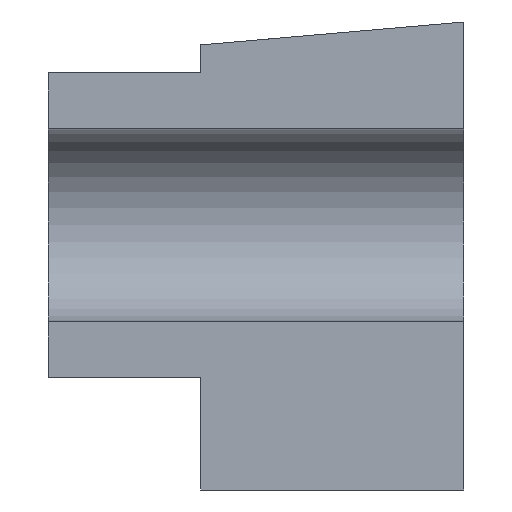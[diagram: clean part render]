
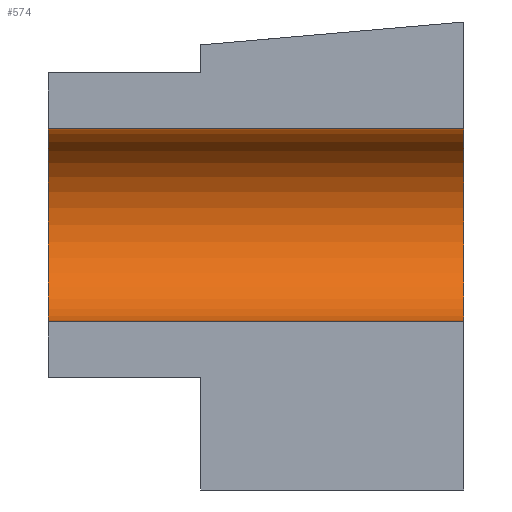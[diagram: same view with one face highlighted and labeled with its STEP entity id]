
A CAD part, left-side view. The second image highlights one B-rep face of the part: STEP entity #574.
In plain terms, the highlighted cylindrical face has radius 1.9 mm (diameter 3.8 mm), a partial arc.
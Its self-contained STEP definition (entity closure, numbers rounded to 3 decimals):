
#21=CIRCLE('',#623,1.9);
#22=CIRCLE('',#627,1.9);
#26=CYLINDRICAL_SURFACE('',#626,1.9);
#40=FACE_OUTER_BOUND('',#71,.T.);
#71=EDGE_LOOP('',(#426,#427,#428,#429));
#122=LINE('',#887,#195);
#123=LINE('',#888,#196);
#195=VECTOR('',#723,10.);
#196=VECTOR('',#724,10.);
#259=VERTEX_POINT('',#866);
#260=VERTEX_POINT('',#868);
#265=VERTEX_POINT('',#884);
#266=VERTEX_POINT('',#885);
#320=EDGE_CURVE('',#259,#260,#21,.T.);
#328=EDGE_CURVE('',#265,#266,#22,.T.);
#329=EDGE_CURVE('',#260,#265,#122,.T.);
#330=EDGE_CURVE('',#266,#259,#123,.T.);
#426=ORIENTED_EDGE('',*,*,#328,.F.);
#427=ORIENTED_EDGE('',*,*,#329,.F.);
#428=ORIENTED_EDGE('',*,*,#320,.F.);
#429=ORIENTED_EDGE('',*,*,#330,.F.);
#574=ADVANCED_FACE('',(#40),#26,.F.);
#623=AXIS2_PLACEMENT_3D('',#869,#706,#707);
#626=AXIS2_PLACEMENT_3D('',#883,#719,#720);
#627=AXIS2_PLACEMENT_3D('',#886,#721,#722);
#706=DIRECTION('center_axis',(0.,-1.,0.));
#707=DIRECTION('ref_axis',(0.,0.,1.));
#719=DIRECTION('center_axis',(0.,-1.,0.));
#720=DIRECTION('ref_axis',(0.,0.,1.));
#721=DIRECTION('center_axis',(0.,1.,0.));
#722=DIRECTION('ref_axis',(0.,0.,1.));
#723=DIRECTION('',(0.,-1.,0.));
#724=DIRECTION('',(0.,1.,0.));
#866=CARTESIAN_POINT('',(-37.6,10.316,-225.981));
#868=CARTESIAN_POINT('',(-37.6,10.316,-222.181));
#869=CARTESIAN_POINT('Origin',(-37.6,10.316,-224.081));
#883=CARTESIAN_POINT('Origin',(-37.6,7.316,-224.081));
#884=CARTESIAN_POINT('',(-37.6,2.135,-222.181));
#885=CARTESIAN_POINT('',(-37.6,2.135,-225.981));
#886=CARTESIAN_POINT('Origin',(-37.6,2.135,-224.081));
#887=CARTESIAN_POINT('',(-37.6,7.316,-222.181));
#888=CARTESIAN_POINT('',(-37.6,7.316,-225.981));
